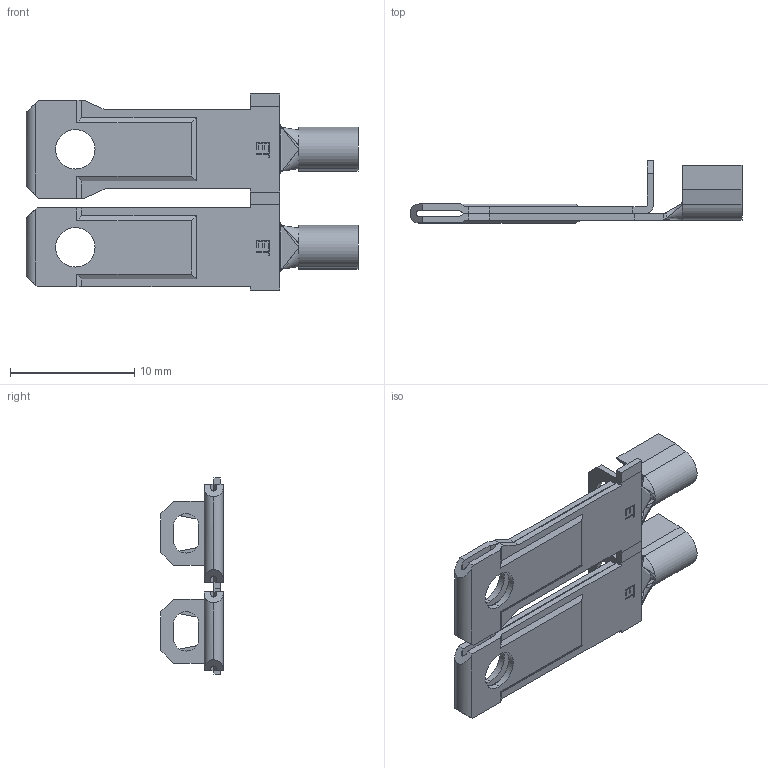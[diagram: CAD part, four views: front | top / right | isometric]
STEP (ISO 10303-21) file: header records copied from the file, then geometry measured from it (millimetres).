
FILE_DESCRIPTION (( 'STEP AP203' ), '1' );
FILE_NAME ('10485.STEP', '2015-02-23T17:47:03', ( '' ), ( '' ), 'SwSTEP 2.0', 'SolidWorks 2014', '' );
FILE_SCHEMA (( 'CONFIG_CONTROL_DESIGN' ));
Length unit declared in the file: millimetre
Products named in the file (4): TOOL0889CARRIERSTRIP; PB817F12 wide; 10485; PB817F12 narrow
Assembly tree (4 placements, depth 2):
  10485
    PB817F12 wide
    PB817F12 narrow
    TOOL0889CARRIERSTRIP  x2
Bounding box: 26.67 x 5 x 15.75 mm (x, y, z)
Volume: 309.1 mm3; surface area: 1412.7 mm2
Topology: 4 solids, 4 shells, 344 faces, 908 edges, 576 vertices
Faces by surface type: plane 252, cylinder 52, cone 24, bspline 16
Entity records: 11054 total; most frequent: CARTESIAN_POINT 2349, ORIENTED_EDGE 1792, DIRECTION 1594, EDGE_CURVE 896, LINE 744, VECTOR 744, VERTEX_POINT 568, AXIS2_PLACEMENT_3D 425
